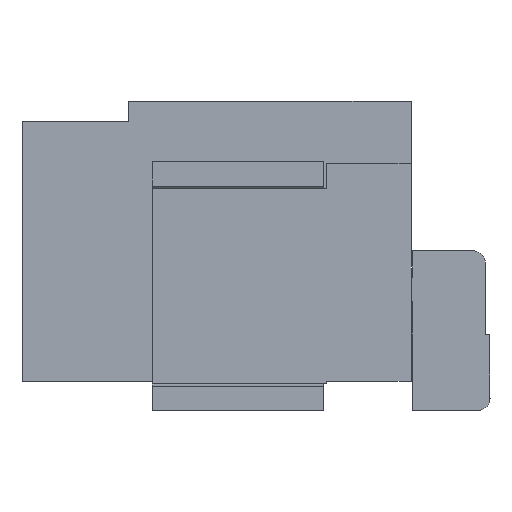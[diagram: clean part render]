
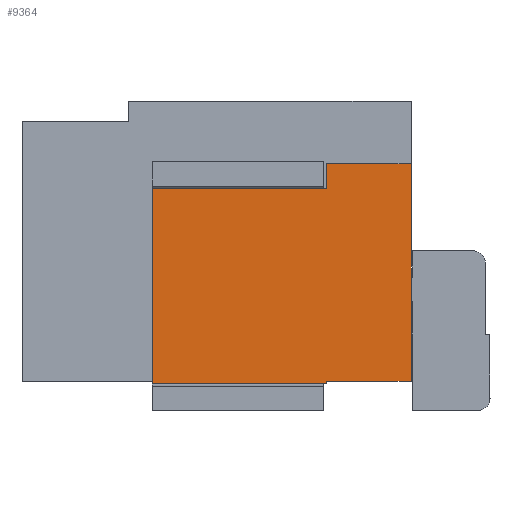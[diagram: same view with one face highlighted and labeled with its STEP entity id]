
A CAD part, left-side view. The second image highlights one B-rep face of the part: STEP entity #9364.
In plain terms, the highlighted planar face has unit normal (-1, 0, 0).
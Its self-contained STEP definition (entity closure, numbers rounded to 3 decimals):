
#2194=ORIENTED_EDGE('',*,*,#3330,.F.);
#2195=ORIENTED_EDGE('',*,*,#4056,.F.);
#2196=ORIENTED_EDGE('',*,*,#4057,.T.);
#2197=ORIENTED_EDGE('',*,*,#4058,.F.);
#2198=ORIENTED_EDGE('',*,*,#4059,.F.);
#2199=ORIENTED_EDGE('',*,*,#4060,.T.);
#2200=ORIENTED_EDGE('',*,*,#4061,.T.);
#2201=ORIENTED_EDGE('',*,*,#3351,.T.);
#3330=EDGE_CURVE('',#4648,#4649,#5547,.T.);
#3351=EDGE_CURVE('',#4666,#4649,#5568,.T.);
#4056=EDGE_CURVE('',#5102,#4648,#6221,.T.);
#4057=EDGE_CURVE('',#5102,#5103,#6222,.T.);
#4058=EDGE_CURVE('',#5104,#5103,#6223,.T.);
#4059=EDGE_CURVE('',#5105,#5104,#6224,.T.);
#4060=EDGE_CURVE('',#5105,#5106,#6225,.T.);
#4061=EDGE_CURVE('',#5106,#4666,#6226,.T.);
#4648=VERTEX_POINT('',#16297);
#4649=VERTEX_POINT('',#16299);
#4666=VERTEX_POINT('',#16338);
#5102=VERTEX_POINT('',#17770);
#5103=VERTEX_POINT('',#17774);
#5104=VERTEX_POINT('',#17776);
#5105=VERTEX_POINT('',#17778);
#5106=VERTEX_POINT('',#17780);
#5547=LINE('',#16298,#6552);
#5568=LINE('',#16337,#6573);
#6221=LINE('',#17771,#7226);
#6222=LINE('',#17773,#7227);
#6223=LINE('',#17775,#7228);
#6224=LINE('',#17777,#7229);
#6225=LINE('',#17779,#7230);
#6226=LINE('',#17781,#7231);
#6552=VECTOR('',#14049,1000.);
#6573=VECTOR('',#14072,1000.);
#7226=VECTOR('',#15413,1000.);
#7227=VECTOR('',#15416,1000.);
#7228=VECTOR('',#15417,1000.);
#7229=VECTOR('',#15418,1000.);
#7230=VECTOR('',#15419,1000.);
#7231=VECTOR('',#15420,1000.);
#7761=EDGE_LOOP('',(#2194,#2195,#2196,#2197,#2198,#2199,#2200,#2201));
#8344=FACE_BOUND('',#7761,.T.);
#8867=PLANE('',#13608);
#9364=ADVANCED_FACE('',(#8344),#8867,.T.);
#13608=AXIS2_PLACEMENT_3D('',#17772,#15414,#15415);
#14049=DIRECTION('',(0.,0.,-1.));
#14072=DIRECTION('',(0.,-1.,0.));
#15413=DIRECTION('',(0.,-1.,0.));
#15414=DIRECTION('',(-1.,0.,0.));
#15415=DIRECTION('',(0.,0.,1.));
#15416=DIRECTION('',(0.,0.,-1.));
#15417=DIRECTION('',(0.,-1.,0.));
#15418=DIRECTION('',(0.,0.,1.));
#15419=DIRECTION('',(0.,-1.,0.));
#15420=DIRECTION('',(0.,0.,1.));
#16297=CARTESIAN_POINT('',(-10.789,0.457,2.823));
#16298=CARTESIAN_POINT('',(-10.789,0.457,2.823));
#16299=CARTESIAN_POINT('',(-10.789,0.457,0.334));
#16337=CARTESIAN_POINT('',(-10.789,1.422,0.334));
#16338=CARTESIAN_POINT('',(-10.789,1.422,0.334));
#17770=CARTESIAN_POINT('',(-10.789,1.422,2.823));
#17771=CARTESIAN_POINT('',(-10.789,1.422,2.823));
#17772=CARTESIAN_POINT('',(-10.789,1.422,2.823));
#17773=CARTESIAN_POINT('',(-10.789,1.422,2.823));
#17774=CARTESIAN_POINT('',(-10.789,1.422,2.54));
#17775=CARTESIAN_POINT('',(-10.789,3.416,2.54));
#17776=CARTESIAN_POINT('',(-10.789,3.416,2.54));
#17777=CARTESIAN_POINT('',(-10.789,3.416,2.54));
#17778=CARTESIAN_POINT('',(-10.789,3.416,0.305));
#17779=CARTESIAN_POINT('',(-10.789,3.416,0.305));
#17780=CARTESIAN_POINT('',(-10.789,1.422,0.305));
#17781=CARTESIAN_POINT('',(-10.789,1.422,2.54));
